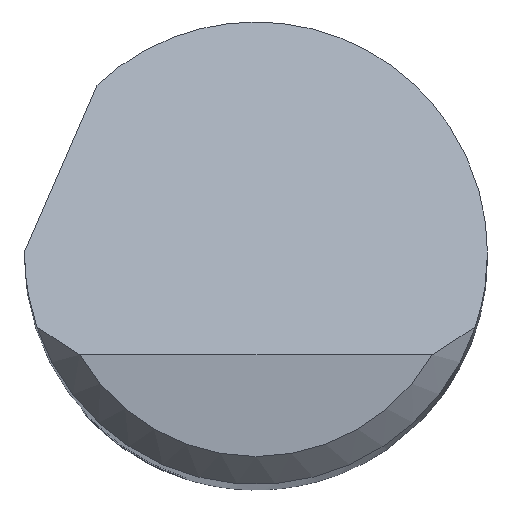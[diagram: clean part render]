
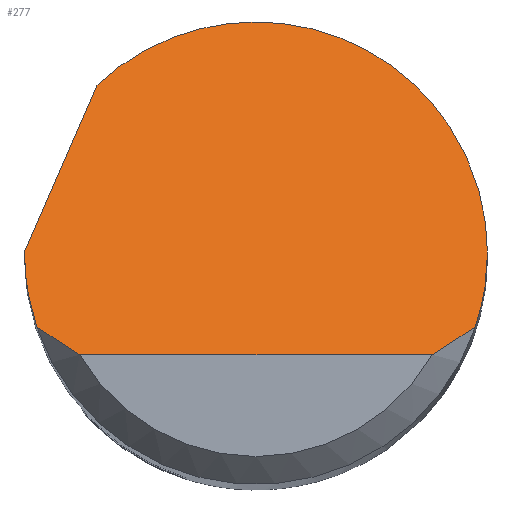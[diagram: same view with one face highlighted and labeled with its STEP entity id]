
A CAD part, top view. The second image highlights one B-rep face of the part: STEP entity #277.
In plain terms, the highlighted planar face has unit normal (0, 0.707, 0.707).
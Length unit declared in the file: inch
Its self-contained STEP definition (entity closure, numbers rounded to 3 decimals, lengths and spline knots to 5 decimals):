
#44 = LINE ( 'NONE', #764, #516 ) ;
#48 = VERTEX_POINT ( 'NONE', #756 ) ;
#57 = CARTESIAN_POINT ( 'NONE',  ( 0.125, 0., 1.945 ) ) ;
#66 = ORIENTED_EDGE ( 'NONE', *, *, #229, .T. ) ;
#70 = ORIENTED_EDGE ( 'NONE', *, *, #315, .F. ) ;
#83 = CARTESIAN_POINT ( 'NONE',  ( -0.12279, -0.02708, 1.97208 ) ) ;
#90 = EDGE_LOOP ( 'NONE', ( #325, #384, #70, #206, #789, #519, #750, #66 ) ) ;
#96 = CARTESIAN_POINT ( 'NONE',  ( 0.125, 0., 1.945 ) ) ;
#106 = CARTESIAN_POINT ( 'NONE',  ( 0.09526, -0.055, 2. ) ) ;
#107 = EDGE_CURVE ( 'NONE', #853, #158, #351, .T. ) ;
#109 = CARTESIAN_POINT ( 'NONE',  ( 0.10339, -0.05031, 1.99531 ) ) ;
#115 = VECTOR ( 'NONE', #293, 39.37008 ) ;
#137 = EDGE_CURVE ( 'NONE', #48, #631, #611, .T. ) ;
#158 = VERTEX_POINT ( 'NONE', #289 ) ;
#176 = FACE_OUTER_BOUND ( 'NONE', #90, .T. ) ;
#181 = CARTESIAN_POINT ( 'NONE',  ( -0.11843, -0.04, 1.985 ) ) ;
#187 = EDGE_CURVE ( 'NONE', #262, #235, #412, .T. ) ;
#206 = ORIENTED_EDGE ( 'NONE', *, *, #221, .F. ) ;
#221 = EDGE_CURVE ( 'NONE', #631, #665, #437, .T. ) ;
#229 = EDGE_CURVE ( 'NONE', #853, #470, #295, .T. ) ;
#233 = CARTESIAN_POINT ( 'NONE',  ( 0.11843, -0.04, 1.985 ) ) ;
#235 = VERTEX_POINT ( 'NONE', #233 ) ;
#246 = DIRECTION ( 'NONE',  ( 0., -0.707, -0.707 ) ) ;
#252 = CARTESIAN_POINT ( 'NONE',  ( 0.11843, -0.04, 1.985 ) ) ;
#262 = VERTEX_POINT ( 'NONE', #106 ) ;
#277 = ADVANCED_FACE ( 'NONE', ( #176 ), #308, .F. ) ;
#289 = CARTESIAN_POINT ( 'NONE',  ( -0.125, 0., 1.945 ) ) ;
#293 = DIRECTION ( 'NONE',  ( 0.294, 0.676, -0.676 ) ) ;
#295 = B_SPLINE_CURVE_WITH_KNOTS ( 'NONE', 3,
 ( #181, #507, #713, #438 ),
 .UNSPECIFIED., .F., .F.,
 ( 4, 4 ),
 ( 0., 0.0008 ),
 .UNSPECIFIED. ) ;
#304 = CARTESIAN_POINT ( 'NONE',  ( 0.00727, 0.1789, 1.7661 ) ) ;
#308 = PLANE ( 'NONE',  #544 ) ;
#315 = EDGE_CURVE ( 'NONE', #665, #235, #528, .T. ) ;
#325 = ORIENTED_EDGE ( 'NONE', *, *, #623, .T. ) ;
#343 = CARTESIAN_POINT ( 'NONE',  ( -0.14727, -0.05015, 1.99515 ) ) ;
#351 =( BOUNDED_CURVE ( )  B_SPLINE_CURVE ( 3, ( #411, #83, #681, #685 ),
 .UNSPECIFIED., .F., .T. ) 
 B_SPLINE_CURVE_WITH_KNOTS ( ( 4, 4 ),
 ( 4.38666, 4.71239 ),
 .UNSPECIFIED. ) 
 CURVE ( )  GEOMETRIC_REPRESENTATION_ITEM ( )  RATIONAL_B_SPLINE_CURVE ( ( 1., 0.991, 0.991, 1. ) ) 
 REPRESENTATION_ITEM ( '' )  );
#363 = CARTESIAN_POINT ( 'NONE',  ( 0.09526, -0.055, 2. ) ) ;
#373 = CARTESIAN_POINT ( 'NONE',  ( 0.11107, -0.04528, 1.99028 ) ) ;
#384 = ORIENTED_EDGE ( 'NONE', *, *, #187, .T. ) ;
#411 = CARTESIAN_POINT ( 'NONE',  ( -0.11843, -0.04, 1.985 ) ) ;
#412 = B_SPLINE_CURVE_WITH_KNOTS ( 'NONE', 3,
 ( #363, #109, #373, #708 ),
 .UNSPECIFIED., .F., .F.,
 ( 4, 4 ),
 ( 0., 0.0008 ),
 .UNSPECIFIED. ) ;
#421 = CARTESIAN_POINT ( 'NONE',  ( -0.125, 0.00067, 1.94433 ) ) ;
#433 = DIRECTION ( 'NONE',  ( 1., 0., 0. ) ) ;
#437 =( BOUNDED_CURVE ( )  B_SPLINE_CURVE ( 3, ( #564, #304, #706, #442 ),
 .UNSPECIFIED., .F., .F. ) 
 B_SPLINE_CURVE_WITH_KNOTS ( ( 4, 4 ),
 ( 5.52582, 7.85398 ),
 .UNSPECIFIED. ) 
 CURVE ( )  GEOMETRIC_REPRESENTATION_ITEM ( )  RATIONAL_B_SPLINE_CURVE ( ( 1., 0.597, 0.597, 1. ) ) 
 REPRESENTATION_ITEM ( '' )  );
#438 = CARTESIAN_POINT ( 'NONE',  ( -0.09526, -0.055, 2. ) ) ;
#442 = CARTESIAN_POINT ( 'NONE',  ( 0.125, 0., 1.945 ) ) ;
#448 = CARTESIAN_POINT ( 'NONE',  ( 0.12279, -0.02708, 1.97208 ) ) ;
#470 = VERTEX_POINT ( 'NONE', #680 ) ;
#483 = CARTESIAN_POINT ( 'NONE',  ( -0.125, 0., 1.945 ) ) ;
#507 = CARTESIAN_POINT ( 'NONE',  ( -0.11107, -0.04528, 1.99028 ) ) ;
#516 = VECTOR ( 'NONE', #433, 39.37008 ) ;
#519 = ORIENTED_EDGE ( 'NONE', *, *, #839, .F. ) ;
#528 =( BOUNDED_CURVE ( )  B_SPLINE_CURVE ( 3, ( #57, #530, #448, #252 ),
 .UNSPECIFIED., .F., .F. ) 
 B_SPLINE_CURVE_WITH_KNOTS ( ( 4, 4 ),
 ( 1.5708, 1.89653 ),
 .UNSPECIFIED. ) 
 CURVE ( )  GEOMETRIC_REPRESENTATION_ITEM ( )  RATIONAL_B_SPLINE_CURVE ( ( 1., 0.991, 0.991, 1. ) ) 
 REPRESENTATION_ITEM ( '' )  );
#530 = CARTESIAN_POINT ( 'NONE',  ( 0.125, -0.01363, 1.95863 ) ) ;
#544 = AXIS2_PLACEMENT_3D ( 'NONE', #841, #246, #778 ) ;
#562 = CARTESIAN_POINT ( 'NONE',  ( -0.08588, 0.09083, 1.85417 ) ) ;
#564 = CARTESIAN_POINT ( 'NONE',  ( -0.08588, 0.09083, 1.85417 ) ) ;
#603 =( BOUNDED_CURVE ( )  B_SPLINE_CURVE ( 3, ( #483, #627, #421, #694 ),
 .UNSPECIFIED., .F., .T. ) 
 B_SPLINE_CURVE_WITH_KNOTS ( ( 4, 4 ),
 ( 4.71239, 4.72039 ),
 .UNSPECIFIED. ) 
 CURVE ( )  GEOMETRIC_REPRESENTATION_ITEM ( )  RATIONAL_B_SPLINE_CURVE ( ( 1., 1., 1., 1. ) ) 
 REPRESENTATION_ITEM ( '' )  );
#611 = LINE ( 'NONE', #343, #115 ) ;
#623 = EDGE_CURVE ( 'NONE', #470, #262, #44, .T. ) ;
#627 = CARTESIAN_POINT ( 'NONE',  ( -0.125, 0.00033, 1.94467 ) ) ;
#631 = VERTEX_POINT ( 'NONE', #562 ) ;
#665 = VERTEX_POINT ( 'NONE', #96 ) ;
#680 = CARTESIAN_POINT ( 'NONE',  ( -0.09526, -0.055, 2. ) ) ;
#681 = CARTESIAN_POINT ( 'NONE',  ( -0.125, -0.01363, 1.95863 ) ) ;
#685 = CARTESIAN_POINT ( 'NONE',  ( -0.125, 0., 1.945 ) ) ;
#694 = CARTESIAN_POINT ( 'NONE',  ( -0.125, 0.001, 1.944 ) ) ;
#706 = CARTESIAN_POINT ( 'NONE',  ( 0.125, 0.12819, 1.81681 ) ) ;
#708 = CARTESIAN_POINT ( 'NONE',  ( 0.11843, -0.04, 1.985 ) ) ;
#713 = CARTESIAN_POINT ( 'NONE',  ( -0.10339, -0.05031, 1.99531 ) ) ;
#750 = ORIENTED_EDGE ( 'NONE', *, *, #107, .F. ) ;
#756 = CARTESIAN_POINT ( 'NONE',  ( -0.125, 0.001, 1.944 ) ) ;
#764 = CARTESIAN_POINT ( 'NONE',  ( 0., -0.055, 2. ) ) ;
#778 = DIRECTION ( 'NONE',  ( 0., 0.707, -0.707 ) ) ;
#789 = ORIENTED_EDGE ( 'NONE', *, *, #137, .F. ) ;
#839 = EDGE_CURVE ( 'NONE', #158, #48, #603, .T. ) ;
#841 = CARTESIAN_POINT ( 'NONE',  ( -0.125, -0.055, 2. ) ) ;
#842 = CARTESIAN_POINT ( 'NONE',  ( -0.11843, -0.04, 1.985 ) ) ;
#853 = VERTEX_POINT ( 'NONE', #842 ) ;
